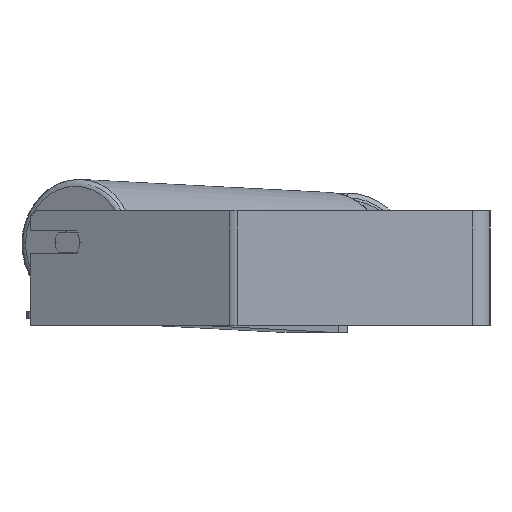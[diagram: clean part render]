
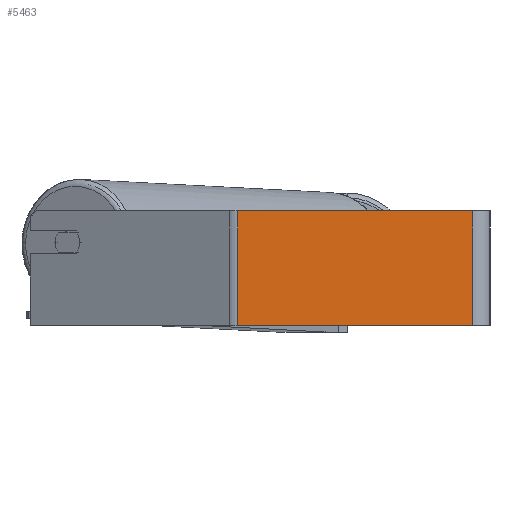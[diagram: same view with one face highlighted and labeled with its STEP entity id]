
A CAD part, left-side view. The second image highlights one B-rep face of the part: STEP entity #5463.
In plain terms, the highlighted planar face has unit normal (-1, 0, 0).
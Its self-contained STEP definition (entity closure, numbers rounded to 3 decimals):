
#26 = VECTOR ( 'NONE', #2838, 1000. ) ;
#823 = DIRECTION ( 'NONE',  ( 0., -1., 0. ) ) ;
#1007 = ORIENTED_EDGE ( 'NONE', *, *, #8426, .T. ) ;
#1106 = VERTEX_POINT ( 'NONE', #2089 ) ;
#1709 = AXIS2_PLACEMENT_3D ( 'NONE', #2696, #6221, #5478 ) ;
#1724 = CARTESIAN_POINT ( 'NONE',  ( -605., 12., 40. ) ) ;
#1922 = LINE ( 'NONE', #8872, #3799 ) ;
#2058 = CARTESIAN_POINT ( 'NONE',  ( -605., 176.376, -40. ) ) ;
#2072 = EDGE_LOOP ( 'NONE', ( #4359, #8827, #8981, #1007 ) ) ;
#2089 = CARTESIAN_POINT ( 'NONE',  ( -605., 12., 40. ) ) ;
#2279 = CARTESIAN_POINT ( 'NONE',  ( -605., 176.376, 40. ) ) ;
#2696 = CARTESIAN_POINT ( 'NONE',  ( -605., 179.591, 40. ) ) ;
#2735 = VERTEX_POINT ( 'NONE', #2058 ) ;
#2838 = DIRECTION ( 'NONE',  ( 0., 0., -1. ) ) ;
#2922 = VECTOR ( 'NONE', #823, 1000. ) ;
#3799 = VECTOR ( 'NONE', #8925, 1000. ) ;
#4156 = EDGE_CURVE ( 'NONE', #1106, #8455, #5156, .T. ) ;
#4359 = ORIENTED_EDGE ( 'NONE', *, *, #7208, .T. ) ;
#4515 = DIRECTION ( 'NONE',  ( 0., 0., -1. ) ) ;
#4672 = VECTOR ( 'NONE', #4515, 1000. ) ;
#5114 = CARTESIAN_POINT ( 'NONE',  ( -605., 12., -40. ) ) ;
#5156 = LINE ( 'NONE', #1724, #4672 ) ;
#5463 = ADVANCED_FACE ( 'NONE', ( #8965 ), #6955, .F. ) ;
#5478 = DIRECTION ( 'NONE',  ( 0., 0., -1. ) ) ;
#6221 = DIRECTION ( 'NONE',  ( 1., 0., 0. ) ) ;
#6226 = LINE ( 'NONE', #7648, #2922 ) ;
#6737 = CARTESIAN_POINT ( 'NONE',  ( -605., 176.376, 40. ) ) ;
#6955 = PLANE ( 'NONE',  #1709 ) ;
#7054 = VERTEX_POINT ( 'NONE', #6737 ) ;
#7145 = EDGE_CURVE ( 'NONE', #7054, #1106, #1922, .T. ) ;
#7208 = EDGE_CURVE ( 'NONE', #2735, #8455, #6226, .T. ) ;
#7648 = CARTESIAN_POINT ( 'NONE',  ( -605., 179.591, -40. ) ) ;
#8426 = EDGE_CURVE ( 'NONE', #7054, #2735, #8556, .T. ) ;
#8455 = VERTEX_POINT ( 'NONE', #5114 ) ;
#8556 = LINE ( 'NONE', #2279, #26 ) ;
#8827 = ORIENTED_EDGE ( 'NONE', *, *, #4156, .F. ) ;
#8872 = CARTESIAN_POINT ( 'NONE',  ( -605., 179.591, 40. ) ) ;
#8925 = DIRECTION ( 'NONE',  ( 0., -1., 0. ) ) ;
#8965 = FACE_OUTER_BOUND ( 'NONE', #2072, .T. ) ;
#8981 = ORIENTED_EDGE ( 'NONE', *, *, #7145, .F. ) ;
